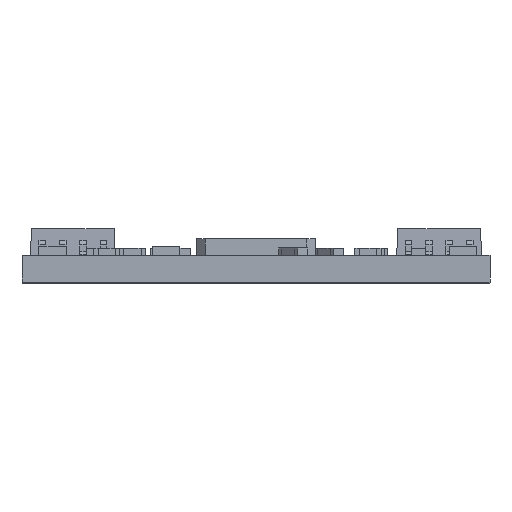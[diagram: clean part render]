
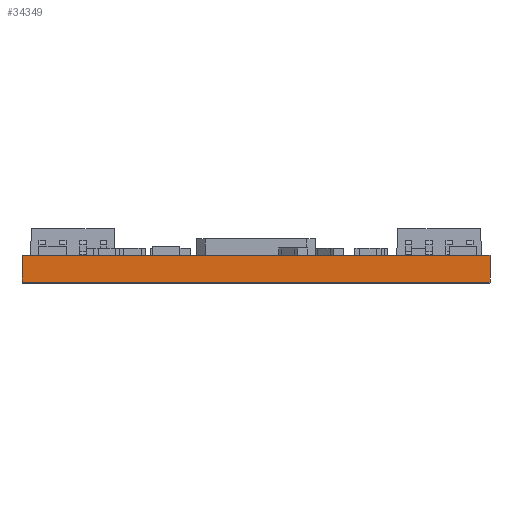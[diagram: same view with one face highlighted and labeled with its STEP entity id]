
A CAD part, top view. The second image highlights one B-rep face of the part: STEP entity #34349.
In plain terms, the highlighted planar face has unit normal (0, 0, 1).
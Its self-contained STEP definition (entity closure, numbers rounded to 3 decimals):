
#1829 = VECTOR ( 'NONE', #4828, 1000. ) ;
#1998 = CARTESIAN_POINT ( 'NONE',  ( -13.8, -0.785, 19.1 ) ) ;
#3601 = DIRECTION ( 'NONE',  ( 1., 0., 0. ) ) ;
#4828 = DIRECTION ( 'NONE',  ( 0., 1., 0. ) ) ;
#6351 = LINE ( 'NONE', #32706, #10321 ) ;
#9268 = ORIENTED_EDGE ( 'NONE', *, *, #39059, .F. ) ;
#9749 = LINE ( 'NONE', #21090, #1829 ) ;
#10321 = VECTOR ( 'NONE', #14099, 1000. ) ;
#10833 = DIRECTION ( 'NONE',  ( 0., 0., 1. ) ) ;
#12383 = CARTESIAN_POINT ( 'NONE',  ( 13.8, 0.785, 19.1 ) ) ;
#14099 = DIRECTION ( 'NONE',  ( 1., 0., 0. ) ) ;
#14412 = LINE ( 'NONE', #25059, #39686 ) ;
#16951 = CARTESIAN_POINT ( 'NONE',  ( -13.8, -0.785, 19.1 ) ) ;
#21090 = CARTESIAN_POINT ( 'NONE',  ( -13.8, -0.785, 19.1 ) ) ;
#21379 = CARTESIAN_POINT ( 'NONE',  ( 13.8, -0.785, 19.1 ) ) ;
#21501 = EDGE_LOOP ( 'NONE', ( #9268, #29780, #38490, #37511 ) ) ;
#21715 = VERTEX_POINT ( 'NONE', #21379 ) ;
#21865 = DIRECTION ( 'NONE',  ( 0., 1., 0. ) ) ;
#25059 = CARTESIAN_POINT ( 'NONE',  ( 13.8, -0.785, 19.1 ) ) ;
#27661 = EDGE_CURVE ( 'NONE', #21715, #30169, #14412, .T. ) ;
#28192 = FACE_OUTER_BOUND ( 'NONE', #21501, .T. ) ;
#29780 = ORIENTED_EDGE ( 'NONE', *, *, #39905, .F. ) ;
#29977 = PLANE ( 'NONE',  #37892 ) ;
#30169 = VERTEX_POINT ( 'NONE', #12383 ) ;
#30407 = CARTESIAN_POINT ( 'NONE',  ( -13.8, 0.785, 19.1 ) ) ;
#30840 = EDGE_CURVE ( 'NONE', #39417, #21715, #35639, .T. ) ;
#32283 = CARTESIAN_POINT ( 'NONE',  ( -13.8, -0.785, 19.1 ) ) ;
#32706 = CARTESIAN_POINT ( 'NONE',  ( -13.8, 0.785, 19.1 ) ) ;
#33159 = DIRECTION ( 'NONE',  ( 1., 0., 0. ) ) ;
#34349 = ADVANCED_FACE ( 'NONE', ( #28192 ), #29977, .T. ) ;
#34460 = VERTEX_POINT ( 'NONE', #30407 ) ;
#35639 = LINE ( 'NONE', #32283, #40093 ) ;
#37511 = ORIENTED_EDGE ( 'NONE', *, *, #27661, .T. ) ;
#37892 = AXIS2_PLACEMENT_3D ( 'NONE', #16951, #10833, #33159 ) ;
#38490 = ORIENTED_EDGE ( 'NONE', *, *, #30840, .T. ) ;
#39059 = EDGE_CURVE ( 'NONE', #34460, #30169, #6351, .T. ) ;
#39417 = VERTEX_POINT ( 'NONE', #1998 ) ;
#39686 = VECTOR ( 'NONE', #21865, 1000. ) ;
#39905 = EDGE_CURVE ( 'NONE', #39417, #34460, #9749, .T. ) ;
#40093 = VECTOR ( 'NONE', #3601, 1000. ) ;
